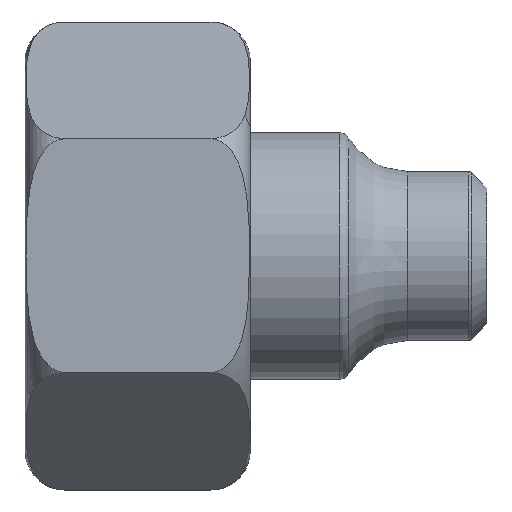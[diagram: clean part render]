
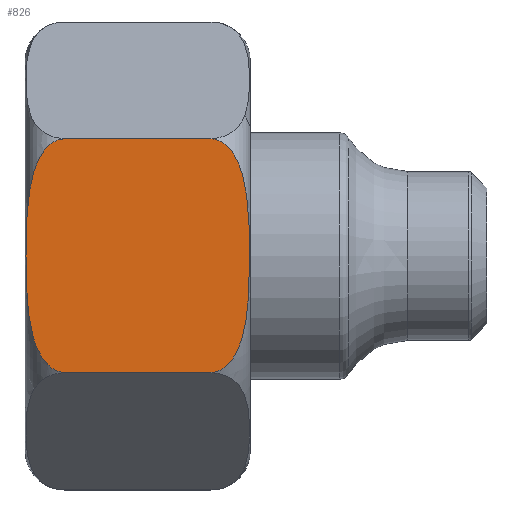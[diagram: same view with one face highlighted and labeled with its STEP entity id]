
A CAD part, top view. The second image highlights one B-rep face of the part: STEP entity #826.
In plain terms, the highlighted planar face has unit normal (0, 0, 1).
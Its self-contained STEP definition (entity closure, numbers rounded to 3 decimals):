
#476=FACE_OUTER_BOUND('',#1228,.T.);
#592=LINE('',#4234,#702);
#593=LINE('',#4239,#703);
#702=VECTOR('',#3183,1.);
#703=VECTOR('',#3188,1.);
#826=ADVANCED_FACE('',(#476),#968,.T.);
#968=PLANE('',#2986);
#1228=EDGE_LOOP('',(#1556,#1557,#1558,#1559));
#1556=ORIENTED_EDGE('',*,*,#2485,.T.);
#1557=ORIENTED_EDGE('',*,*,#2494,.T.);
#1558=ORIENTED_EDGE('',*,*,#2487,.T.);
#1559=ORIENTED_EDGE('',*,*,#2504,.T.);
#2228=VERTEX_POINT('',#4228);
#2231=VERTEX_POINT('',#4233);
#2233=VERTEX_POINT('',#4238);
#2234=VERTEX_POINT('',#4240);
#2485=EDGE_CURVE('',#2228,#2231,#592,.T.);
#2487=EDGE_CURVE('',#2234,#2233,#593,.T.);
#2494=EDGE_CURVE('',#2231,#2234,#2834,.T.);
#2504=EDGE_CURVE('',#2233,#2228,#2840,.T.);
#2834=B_SPLINE_CURVE_WITH_KNOTS('',3,(#4302,#4303,#4304,#4305,#4306,#4307,
#4308,#4309,#4310,#4311,#4312,#4313,#4314,#4315,#4316,#4317,#4318,#4319),
 .UNSPECIFIED.,.F.,.F.,(4,2,2,2,2,2,2,2,4),(0.,0.063,0.125,0.25,0.5,0.75,
0.875,0.938,1.),.UNSPECIFIED.);
#2840=B_SPLINE_CURVE_WITH_KNOTS('',3,(#4419,#4420,#4421,#4422,#4423,#4424,
#4425,#4426,#4427,#4428,#4429,#4430,#4431,#4432,#4433,#4434,#4435,#4436),
 .UNSPECIFIED.,.F.,.F.,(4,2,2,2,2,2,2,2,4),(0.,0.063,0.125,0.25,0.5,0.75,
0.875,0.938,1.),.UNSPECIFIED.);
#2986=AXIS2_PLACEMENT_3D('',#4490,#3230,#3231);
#3183=DIRECTION('',(-1.,0.,0.));
#3188=DIRECTION('',(1.,0.,0.));
#3230=DIRECTION('',(0.,0.,1.));
#3231=DIRECTION('',(1.,0.,0.));
#4228=CARTESIAN_POINT('',(16.5,10.367,18.));
#4233=CARTESIAN_POINT('',(3.5,10.367,18.));
#4234=CARTESIAN_POINT('',(0.,10.367,18.));
#4238=CARTESIAN_POINT('',(16.5,-10.367,18.));
#4239=CARTESIAN_POINT('',(0.,-10.367,18.));
#4240=CARTESIAN_POINT('',(3.5,-10.367,18.));
#4302=CARTESIAN_POINT('',(3.5,10.367,18.));
#4303=CARTESIAN_POINT('',(3.006,10.367,18.));
#4304=CARTESIAN_POINT('',(2.525,10.14,18.));
#4305=CARTESIAN_POINT('',(1.781,9.492,18.));
#4306=CARTESIAN_POINT('',(1.495,9.078,18.));
#4307=CARTESIAN_POINT('',(0.81,7.768,18.));
#4308=CARTESIAN_POINT('',(0.574,6.806,18.));
#4309=CARTESIAN_POINT('',(0.096,3.912,18.));
#4310=CARTESIAN_POINT('',(0.076,1.923,18.));
#4311=CARTESIAN_POINT('',(0.077,-1.976,18.));
#4312=CARTESIAN_POINT('',(0.097,-3.924,18.));
#4313=CARTESIAN_POINT('',(0.575,-6.808,18.));
#4314=CARTESIAN_POINT('',(0.815,-7.781,18.));
#4315=CARTESIAN_POINT('',(1.501,-9.089,18.));
#4316=CARTESIAN_POINT('',(1.786,-9.498,18.));
#4317=CARTESIAN_POINT('',(2.531,-10.143,18.));
#4318=CARTESIAN_POINT('',(3.01,-10.367,18.));
#4319=CARTESIAN_POINT('',(3.5,-10.367,18.));
#4419=CARTESIAN_POINT('',(16.5,-10.367,18.));
#4420=CARTESIAN_POINT('',(16.994,-10.367,18.));
#4421=CARTESIAN_POINT('',(17.475,-10.14,18.));
#4422=CARTESIAN_POINT('',(18.219,-9.492,18.));
#4423=CARTESIAN_POINT('',(18.505,-9.078,18.));
#4424=CARTESIAN_POINT('',(19.19,-7.768,18.));
#4425=CARTESIAN_POINT('',(19.426,-6.806,18.));
#4426=CARTESIAN_POINT('',(19.904,-3.912,18.));
#4427=CARTESIAN_POINT('',(19.924,-1.923,18.));
#4428=CARTESIAN_POINT('',(19.923,1.976,18.));
#4429=CARTESIAN_POINT('',(19.903,3.924,18.));
#4430=CARTESIAN_POINT('',(19.425,6.808,18.));
#4431=CARTESIAN_POINT('',(19.185,7.781,18.));
#4432=CARTESIAN_POINT('',(18.499,9.089,18.));
#4433=CARTESIAN_POINT('',(18.214,9.498,18.));
#4434=CARTESIAN_POINT('',(17.469,10.143,18.));
#4435=CARTESIAN_POINT('',(16.99,10.367,18.));
#4436=CARTESIAN_POINT('',(16.5,10.367,18.));
#4490=CARTESIAN_POINT('',(22.,-10.392,18.));
